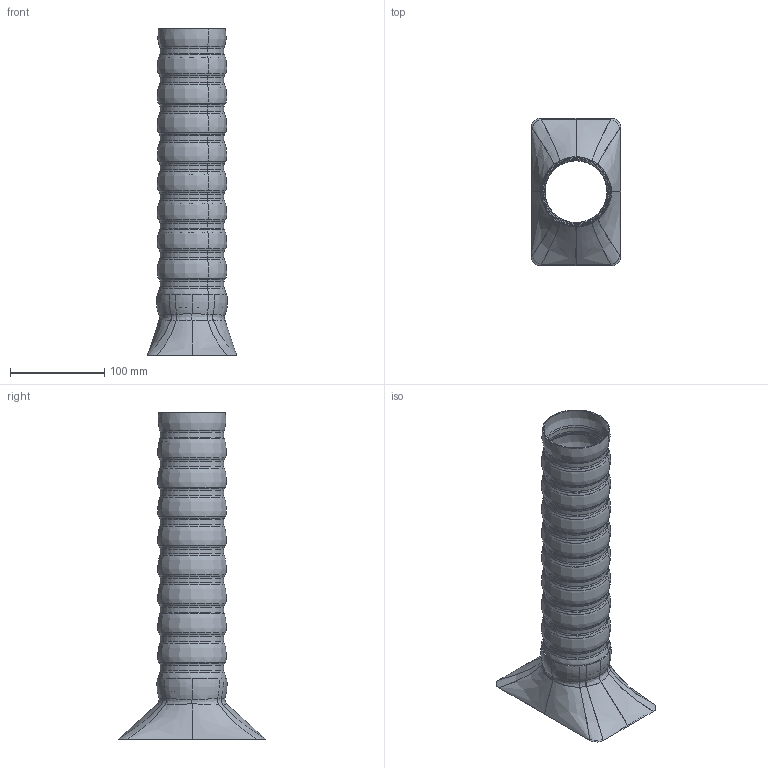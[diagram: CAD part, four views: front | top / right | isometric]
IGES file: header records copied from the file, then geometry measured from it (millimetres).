
Start section: START RECORD GO HERE.
Global section: file name: Pipe & Rect Nozzle.igs; native system: DASSAULT SYSTEMES CATIA V5 R20 - www.3ds.com; preprocessor: CATIA Version 5 Release 20 ; author: DRAFTMAN; organization: KJNDESGN; date: 20150303.144305; units: millimetre
Bounding box: 95 x 157 x 347.06 mm (x, y, z)
Volume: 106292.8 mm3; surface area: 182399.3 mm2
Topology: 2 solids, 2 shells, 288 faces, 612 edges, 347 vertices
Faces by surface type: revolution 180, bspline 88, plane 20
